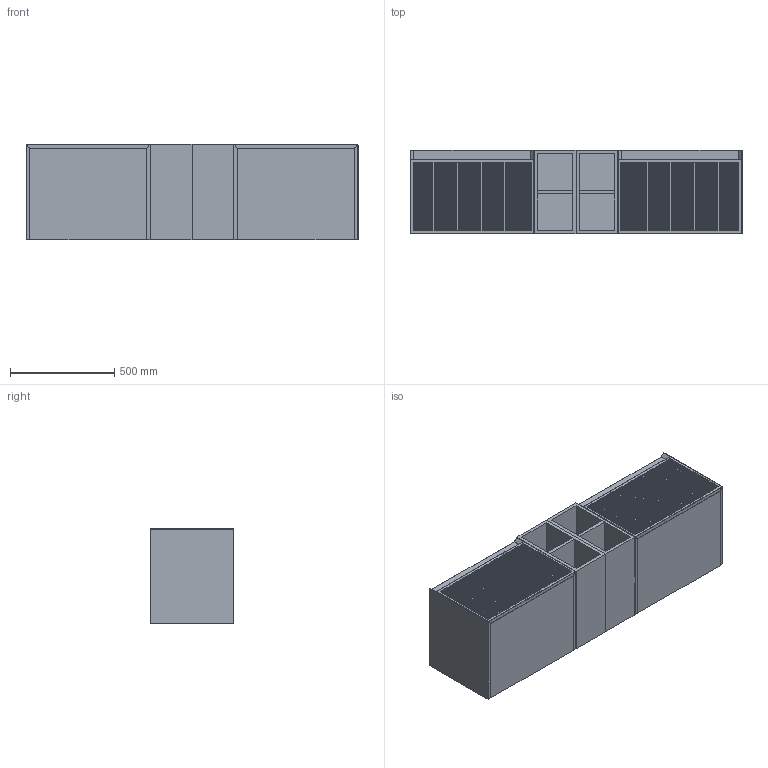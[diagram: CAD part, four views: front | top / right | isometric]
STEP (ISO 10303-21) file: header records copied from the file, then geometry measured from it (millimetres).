
FILE_DESCRIPTION (( 'STEP AP214' ), '1' );
FILE_NAME ('MO160W2.S2_2_STEP_v10424.STEP', '2024-04-04T13:19:02', ( '' ), ( '' ), 'SwSTEP 2.0', 'SolidWorks 2019', '' );
FILE_SCHEMA (( 'AUTOMOTIVE_DESIGN' ));
Length unit declared in the file: millimetre
Products named in the file (6): MONUMENT Furn_v10722_60 FLUTED 1 DRAWER; MONUMENT Drawers_v10722_60 FLUTED ; Furniture Spacer_v20224; MO160W2.S2_2_STEP_v10424; MONUMENT Carcass_v10722_MO060W1 - 60cm
Assembly tree (8 placements, depth 3):
  MO160W2.S2_2_STEP_v10424
    MONUMENT Furn_v10722_60 FLUTED 1 DRAWER
      MONUMENT Carcass_v10722_MO060W1 - 60cm
      MONUMENT Drawers_v10722_60 FLUTED 
    MONUMENT Furn_v10722_60 FLUTED 1 DRAWER
      MONUMENT Carcass_v10722_MO060W1 - 60cm
      MONUMENT Drawers_v10722_60 FLUTED 
    Furniture Spacer_v20224  x2
Bounding box: 1590 x 400 x 455 mm (x, y, z)
Volume: 64496130.9 mm3; surface area: 8358764.5 mm2
Topology: 28 solids, 28 shells, 890 faces, 2044 edges, 1308 vertices
Faces by surface type: plane 498, cylinder 320, torus 40, sphere 32
Entity records: 12787 total; most frequent: DIRECTION 2272, CARTESIAN_POINT 2130, ORIENTED_EDGE 2012, EDGE_CURVE 1006, AXIS2_PLACEMENT_3D 812, VERTEX_POINT 654, VECTOR 648, LINE 648
